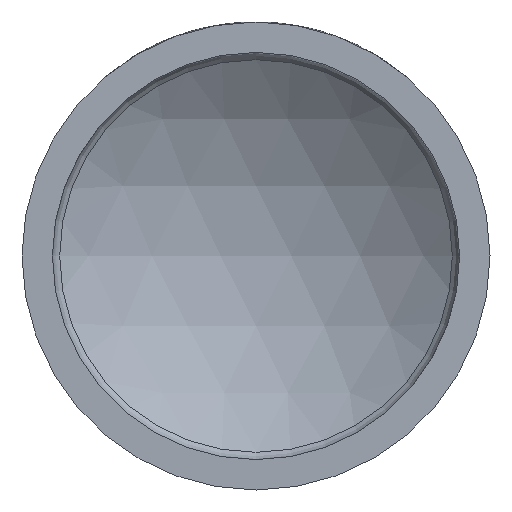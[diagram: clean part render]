
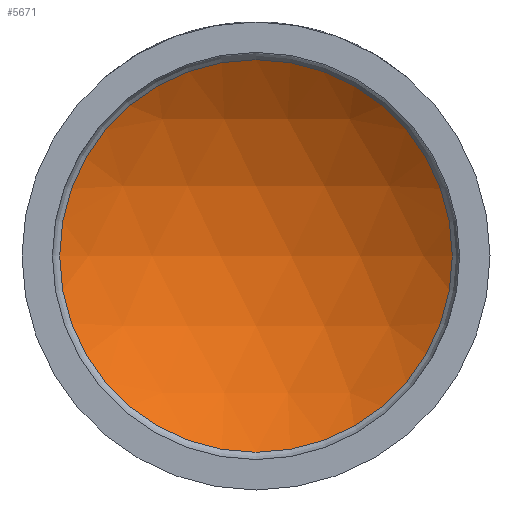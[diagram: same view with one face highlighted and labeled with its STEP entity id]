
A CAD part, left-side view. The second image highlights one B-rep face of the part: STEP entity #5671.
In plain terms, the highlighted spherical face has radius 16.942 mm.
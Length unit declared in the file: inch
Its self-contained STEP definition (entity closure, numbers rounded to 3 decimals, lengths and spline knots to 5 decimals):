
#15=SPHERICAL_SURFACE('',#5982,0.667);
#668=FACE_OUTER_BOUND('',#1014,.T.);
#1014=EDGE_LOOP('',(#5297));
#1456=CIRCLE('',#5983,0.41941);
#2778=VERTEX_POINT('',#12767);
#3621=EDGE_CURVE('',#2778,#2778,#1456,.T.);
#5297=ORIENTED_EDGE('',*,*,#3621,.F.);
#5671=ADVANCED_FACE('',(#668),#15,.F.);
#5982=AXIS2_PLACEMENT_3D('',#12766,#6976,#6977);
#5983=AXIS2_PLACEMENT_3D('',#12768,#6978,#6979);
#6976=DIRECTION('center_axis',(0.,0.,1.));
#6977=DIRECTION('ref_axis',(1.,0.,0.));
#6978=DIRECTION('center_axis',(1.,0.,0.));
#6979=DIRECTION('ref_axis',(0.,1.,0.));
#12766=CARTESIAN_POINT('Origin',(-0.357,0.,0.));
#12767=CARTESIAN_POINT('',(0.16164,0.41941,0.));
#12768=CARTESIAN_POINT('Origin',(0.16164,0.,0.));
